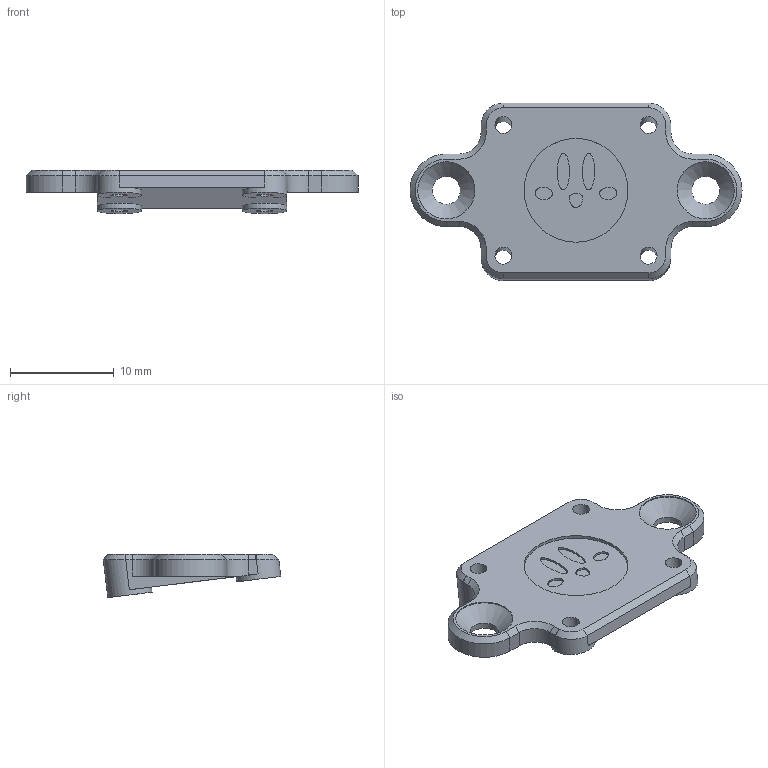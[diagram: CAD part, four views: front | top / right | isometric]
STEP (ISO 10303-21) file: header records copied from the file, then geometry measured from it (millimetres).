
FILE_DESCRIPTION(/* description */ (''),/* implementation_level */ '2;1');
FILE_NAME(/* name */ 'Shy60_V3_Proto_V1_UDB_Cover.step',/* time_stamp */ '2023-05-26T11:50:04+02:00',/* author */ (''),/* organization */ (''),/* preprocessor_version */ 'ST-DEVELOPER v19.2',/* originating_system */ 'Autodesk Translation Framework v12.4.0.73',/* authorisation */ '');
FILE_SCHEMA (('AUTOMOTIVE_DESIGN { 1 0 10303 214 3 1 1 }'));
Length unit declared in the file: millimetre
Products named in the file (1): Shy60_V3_Rev.9
Bounding box: 32 x 17.13 x 4.17 mm (x, y, z)
Volume: 913.4 mm3; surface area: 1073.1 mm2
Topology: 1 solids, 1 shells, 77 faces, 185 edges, 116 vertices
Faces by surface type: plane 34, cylinder 19, bspline 16, cone 8
Full cylindrical faces by diameter (mm): 1.623 x4, 2.7 x2, 4.3 x4, 5.5 x2, 10 x1
Entity records: 2825 total; most frequent: CARTESIAN_POINT 1029, ORIENTED_EDGE 370, DIRECTION 341, EDGE_CURVE 185, AXIS2_PLACEMENT_3D 122, VERTEX_POINT 116, LINE 97, VECTOR 97
